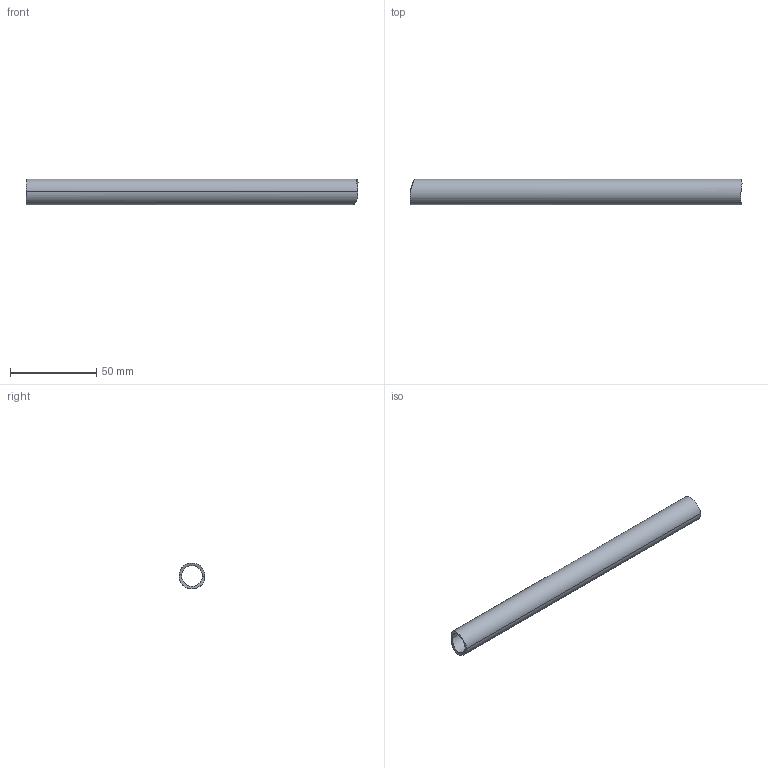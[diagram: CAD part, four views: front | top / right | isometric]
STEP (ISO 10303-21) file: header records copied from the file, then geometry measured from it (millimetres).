
FILE_DESCRIPTION(('CATIA V5 STEP Exchange'),'2;1');
FILE_NAME('ST_02.stp','2017-12-28T17:31:20+00:00',('none'),('none'),'CATIA Version 5 Release 19 SP 2 (IN-10)','CATIA V5 STEP AP203','none');
FILE_SCHEMA(('CONFIG_CONTROL_DESIGN'));
Length unit declared in the file: millimetre
Products named in the file (1): Symmetry of Steering_Tube_latéral
Bounding box: 192.21 x 15 x 14.99 mm (x, y, z)
Volume: 12069.9 mm3; surface area: 16230.5 mm2
Topology: 1 solids, 1 shells, 8 faces, 24 edges, 16 vertices
Faces by surface type: cylinder 8
Entity records: 410 total; most frequent: CARTESIAN_POINT 193, ORIENTED_EDGE 48, EDGE_CURVE 24, DIRECTION 16, B_SPLINE_CURVE_WITH_KNOTS 16, VERTEX_POINT 16, VECTOR 8, ADVANCED_FACE 8
